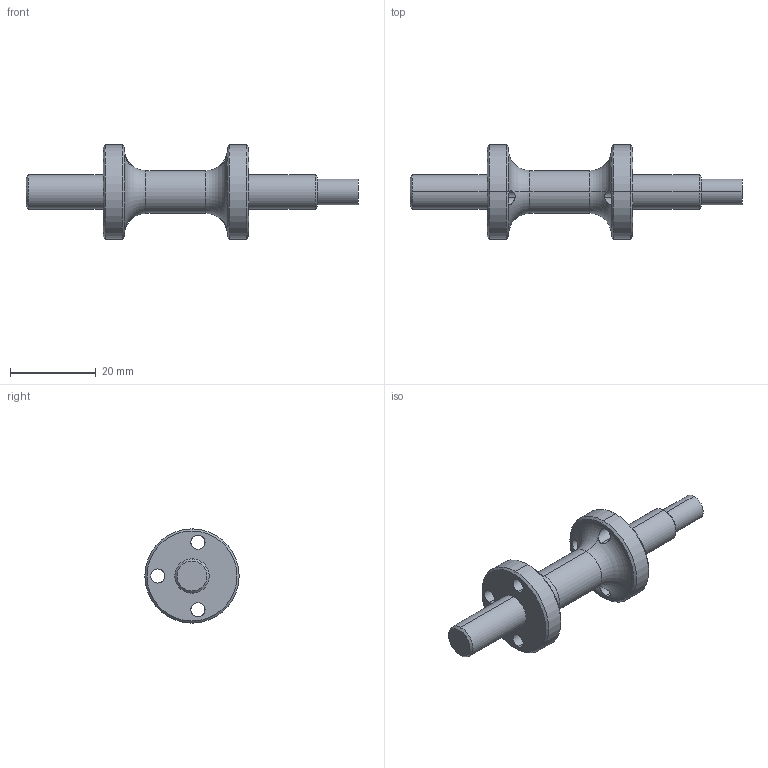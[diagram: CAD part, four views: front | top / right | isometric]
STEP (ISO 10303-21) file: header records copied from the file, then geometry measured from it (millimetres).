
FILE_DESCRIPTION (( 'STEP AP214' ), '1' );
FILE_NAME ('Axe pivot godet REP 3.STEP', '2021-01-31T12:37:17', ( '' ), ( '' ), 'SwSTEP 2.0', 'SolidWorks 2019', '' );
FILE_SCHEMA (( 'AUTOMOTIVE_DESIGN' ));
Length unit declared in the file: millimetre
Products named in the file (1): Axe pivot godet REP 3
Bounding box: 77.5 x 22 x 22 mm (x, y, z)
Volume: 7754.5 mm3; surface area: 3869.4 mm2
Topology: 1 solids, 1 shells, 47 faces, 116 edges, 72 vertices
Faces by surface type: cylinder 24, cone 12, plane 7, torus 4
Entity records: 1860 total; most frequent: CARTESIAN_POINT 544, DIRECTION 252, ORIENTED_EDGE 232, EDGE_CURVE 116, AXIS2_PLACEMENT_3D 108, VERTEX_POINT 72, EDGE_LOOP 60, CIRCLE 60
